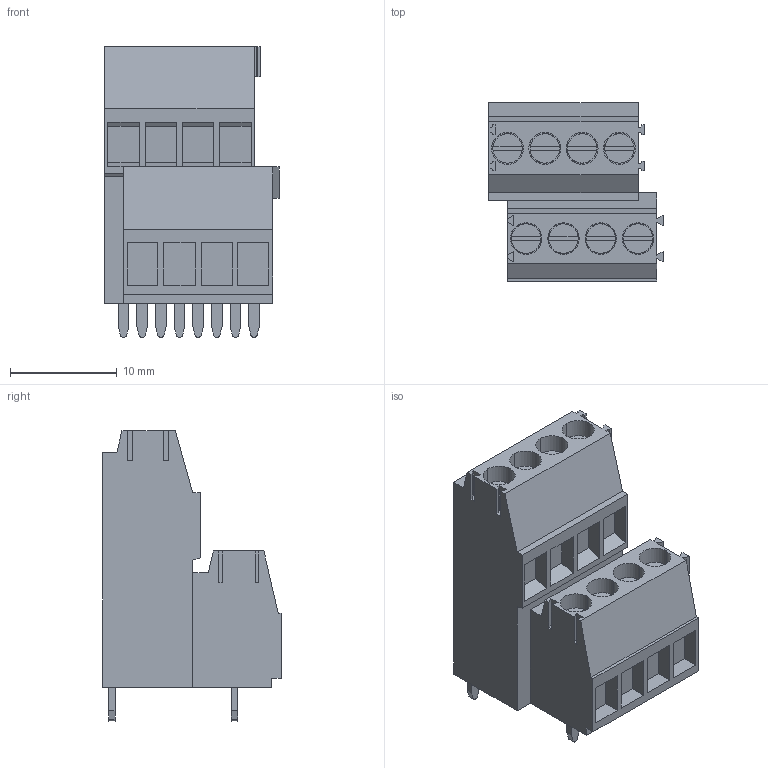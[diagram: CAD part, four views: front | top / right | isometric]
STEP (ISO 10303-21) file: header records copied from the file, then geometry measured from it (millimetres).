
FILE_DESCRIPTION(('CATIA V5 STEP Exchange','CAx-IF Rec.Pracs.--- Model Styling and Organization---1.4--- 2014-01-23'),'2;1');
FILE_NAME ('D1454719_1_1703720000_1703720000.stp','2023-03-16T07:38:48+00:00',('none'),('Weidmueller'),'CATIA Version 5-6 Release 2016 SP3 HF44','CATIA V5 STEP AP214','none');
FILE_SCHEMA(('AUTOMOTIVE_DESIGN { 1 0 10303 214 1 1 1 1 }'));
Length unit declared in the file: millimetre
Products named in the file (1): 1703720000
Bounding box: 16.35 x 16.75 x 27.3 mm (x, y, z)
Volume: 3841.5 mm3; surface area: 2644.4 mm2
Topology: 17 solids, 17 shells, 283 faces, 690 edges, 461 vertices
Faces by surface type: plane 235, cylinder 48
Entity records: 7758 total; most frequent: CARTESIAN_POINT 1390, ORIENTED_EDGE 1380, DIRECTION 1087, EDGE_CURVE 690, VECTOR 558, LINE 558, VERTEX_POINT 461, AXIS2_PLACEMENT_3D 329
